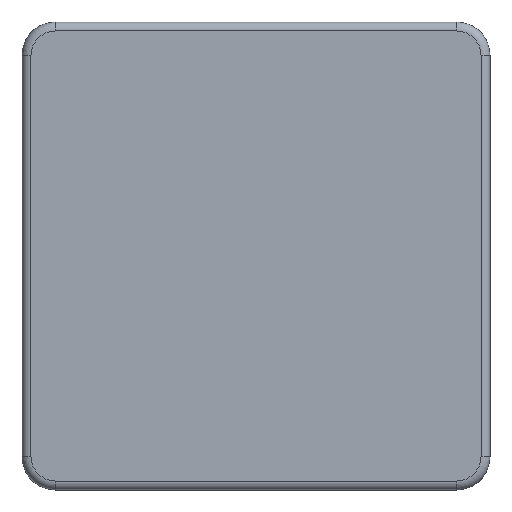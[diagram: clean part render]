
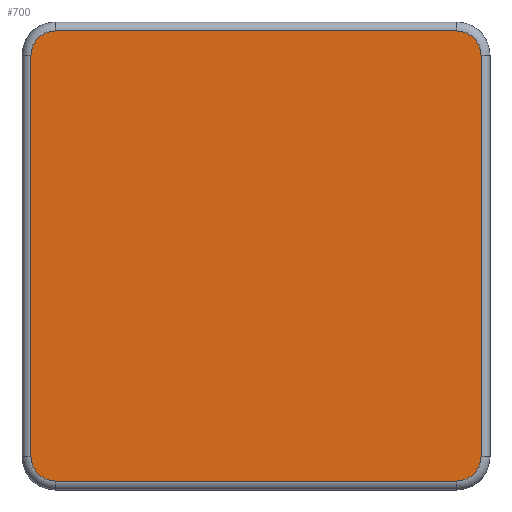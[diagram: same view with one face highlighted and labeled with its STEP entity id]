
A CAD part, left-side view. The second image highlights one B-rep face of the part: STEP entity #700.
In plain terms, the highlighted planar face has unit normal (-1, 0, 0).
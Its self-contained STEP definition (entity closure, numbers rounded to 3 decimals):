
#1=CARTESIAN_POINT('',(0.,1.8,-1.8));
#2=DIRECTION('',(-1.,0.,0.));
#3=DIRECTION('',(0.,1.,0.));
#4=AXIS2_PLACEMENT_3D('',#1,#2,#3);
#6=DIRECTION('',(0.,0.,-1.));
#7=VECTOR('',#6,3.6);
#8=CARTESIAN_POINT('',(0.,2.02,1.8));
#9=LINE('',#8,#7);
#10=CARTESIAN_POINT('',(0.,1.8,1.8));
#11=DIRECTION('',(-1.,0.,0.));
#12=DIRECTION('',(0.,0.,1.));
#13=AXIS2_PLACEMENT_3D('',#10,#11,#12);
#15=DIRECTION('',(0.,1.,0.));
#16=VECTOR('',#15,3.6);
#17=CARTESIAN_POINT('',(0.,-1.8,2.02));
#18=LINE('',#17,#16);
#19=CARTESIAN_POINT('',(0.,-1.8,1.8));
#20=DIRECTION('',(-1.,0.,0.));
#21=DIRECTION('',(0.,-1.,0.));
#22=AXIS2_PLACEMENT_3D('',#19,#20,#21);
#24=DIRECTION('',(0.,0.,1.));
#25=VECTOR('',#24,3.6);
#26=CARTESIAN_POINT('',(0.,-2.02,-1.8));
#27=LINE('',#26,#25);
#28=CARTESIAN_POINT('',(0.,-1.8,-1.8));
#29=DIRECTION('',(-1.,0.,0.));
#30=DIRECTION('',(0.,0.,-1.));
#31=AXIS2_PLACEMENT_3D('',#28,#29,#30);
#33=DIRECTION('',(0.,-1.,0.));
#34=VECTOR('',#33,3.6);
#35=CARTESIAN_POINT('',(0.,1.8,-2.02));
#36=LINE('',#35,#34);
#645=CARTESIAN_POINT('',(0.,2.02,-1.8));
#646=CARTESIAN_POINT('',(0.,1.8,-2.02));
#647=VERTEX_POINT('',#645);
#648=VERTEX_POINT('',#646);
#653=CARTESIAN_POINT('',(0.,-1.8,-2.02));
#654=VERTEX_POINT('',#653);
#657=CARTESIAN_POINT('',(0.,-2.02,-1.8));
#658=VERTEX_POINT('',#657);
#661=CARTESIAN_POINT('',(0.,-2.02,1.8));
#662=VERTEX_POINT('',#661);
#665=CARTESIAN_POINT('',(0.,-1.8,2.02));
#666=VERTEX_POINT('',#665);
#669=CARTESIAN_POINT('',(0.,1.8,2.02));
#670=VERTEX_POINT('',#669);
#673=CARTESIAN_POINT('',(0.,2.02,1.8));
#674=VERTEX_POINT('',#673);
#677=CARTESIAN_POINT('',(0.,0.,0.));
#678=DIRECTION('',(1.,0.,0.));
#679=DIRECTION('',(0.,-1.,0.));
#680=AXIS2_PLACEMENT_3D('',#677,#678,#679);
#681=PLANE('',#680);
#683=ORIENTED_EDGE('',*,*,#682,.F.);
#685=ORIENTED_EDGE('',*,*,#684,.F.);
#687=ORIENTED_EDGE('',*,*,#686,.F.);
#689=ORIENTED_EDGE('',*,*,#688,.F.);
#691=ORIENTED_EDGE('',*,*,#690,.F.);
#693=ORIENTED_EDGE('',*,*,#692,.F.);
#695=ORIENTED_EDGE('',*,*,#694,.F.);
#697=ORIENTED_EDGE('',*,*,#696,.F.);
#698=EDGE_LOOP('',(#683,#685,#687,#689,#691,#693,#695,#697));
#699=FACE_OUTER_BOUND('',#698,.F.);
#5=CIRCLE('',#4,0.22);
#14=CIRCLE('',#13,0.22);
#23=CIRCLE('',#22,0.22);
#32=CIRCLE('',#31,0.22);
#682=EDGE_CURVE('',#647,#648,#5,.T.);
#684=EDGE_CURVE('',#674,#647,#9,.T.);
#686=EDGE_CURVE('',#670,#674,#14,.T.);
#688=EDGE_CURVE('',#666,#670,#18,.T.);
#690=EDGE_CURVE('',#662,#666,#23,.T.);
#692=EDGE_CURVE('',#658,#662,#27,.T.);
#694=EDGE_CURVE('',#654,#658,#32,.T.);
#696=EDGE_CURVE('',#648,#654,#36,.T.);
#700=ADVANCED_FACE('',(#699),#681,.F.);
